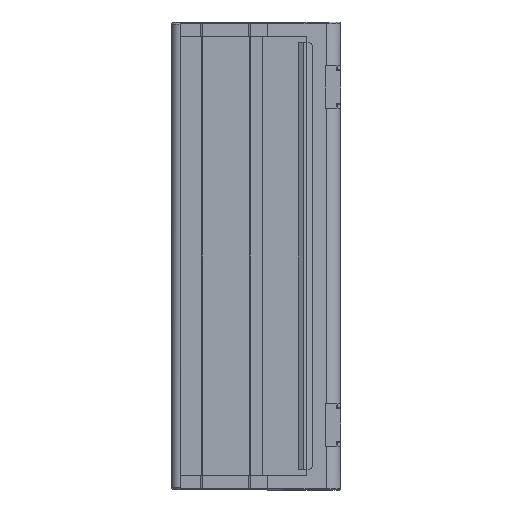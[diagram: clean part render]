
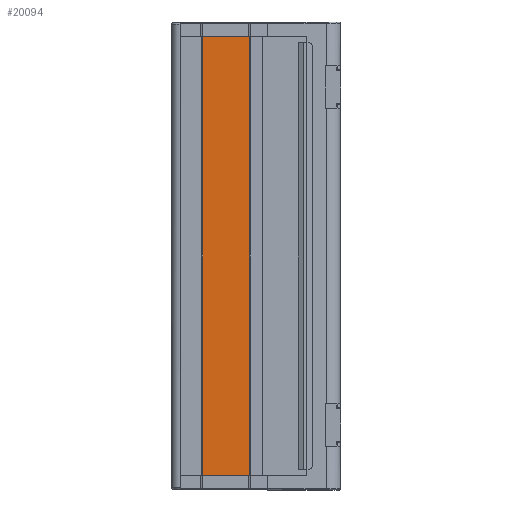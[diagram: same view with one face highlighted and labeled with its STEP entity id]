
A CAD part, left-side view. The second image highlights one B-rep face of the part: STEP entity #20094.
In plain terms, the highlighted planar face has unit normal (-1, 0, 0).
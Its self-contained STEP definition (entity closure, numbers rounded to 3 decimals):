
#542 = DIRECTION ( 'NONE',  ( 0., 1., 0. ) ) ;
#1403 = AXIS2_PLACEMENT_3D ( 'NONE', #20514, #13789, #542 ) ;
#2986 = LINE ( 'NONE', #23488, #17557 ) ;
#3385 = VECTOR ( 'NONE', #12229, 1000. ) ;
#3634 = CARTESIAN_POINT ( 'NONE',  ( -30.806, 19.693, -5. ) ) ;
#4131 = CARTESIAN_POINT ( 'NONE',  ( -30.806, 19.693, -181.124 ) ) ;
#6742 = DIRECTION ( 'NONE',  ( 0., 0., 1. ) ) ;
#7536 = CARTESIAN_POINT ( 'NONE',  ( -30.806, 35.695, -5. ) ) ;
#7959 = DIRECTION ( 'NONE',  ( 0., 0., 1. ) ) ;
#8339 = EDGE_CURVE ( 'NONE', #10135, #9965, #2986, .T. ) ;
#8454 = FACE_OUTER_BOUND ( 'NONE', #13317, .T. ) ;
#9060 = ORIENTED_EDGE ( 'NONE', *, *, #15458, .F. ) ;
#9741 = CARTESIAN_POINT ( 'NONE',  ( -30.806, 35.695, -155.6 ) ) ;
#9965 = VERTEX_POINT ( 'NONE', #7536 ) ;
#10135 = VERTEX_POINT ( 'NONE', #3634 ) ;
#10846 = VERTEX_POINT ( 'NONE', #26124 ) ;
#12229 = DIRECTION ( 'NONE',  ( 0., 1., 0. ) ) ;
#13317 = EDGE_LOOP ( 'NONE', ( #17943, #9060, #26839, #25556 ) ) ;
#13789 = DIRECTION ( 'NONE',  ( 1., 0., 0. ) ) ;
#14639 = DIRECTION ( 'NONE',  ( 0., 1., 0. ) ) ;
#15458 = EDGE_CURVE ( 'NONE', #27951, #10846, #28665, .T. ) ;
#17557 = VECTOR ( 'NONE', #14639, 1000. ) ;
#17943 = ORIENTED_EDGE ( 'NONE', *, *, #28027, .F. ) ;
#18284 = VECTOR ( 'NONE', #7959, 1000. ) ;
#20094 = ADVANCED_FACE ( 'NONE', ( #8454 ), #27040, .F. ) ;
#20514 = CARTESIAN_POINT ( 'NONE',  ( -30.806, 35.695, -181.124 ) ) ;
#20609 = LINE ( 'NONE', #4131, #23727 ) ;
#21153 = CARTESIAN_POINT ( 'NONE',  ( -30.806, 35.695, -181.124 ) ) ;
#23488 = CARTESIAN_POINT ( 'NONE',  ( -30.806, 35.695, -5. ) ) ;
#23727 = VECTOR ( 'NONE', #6742, 1000. ) ;
#25538 = LINE ( 'NONE', #21153, #18284 ) ;
#25546 = EDGE_CURVE ( 'NONE', #27951, #10135, #20609, .T. ) ;
#25556 = ORIENTED_EDGE ( 'NONE', *, *, #8339, .T. ) ;
#25796 = CARTESIAN_POINT ( 'NONE',  ( -30.806, 19.693, -155.6 ) ) ;
#26124 = CARTESIAN_POINT ( 'NONE',  ( -30.806, 35.695, -155.6 ) ) ;
#26839 = ORIENTED_EDGE ( 'NONE', *, *, #25546, .T. ) ;
#27040 = PLANE ( 'NONE',  #1403 ) ;
#27951 = VERTEX_POINT ( 'NONE', #25796 ) ;
#28027 = EDGE_CURVE ( 'NONE', #10846, #9965, #25538, .T. ) ;
#28665 = LINE ( 'NONE', #9741, #3385 ) ;
